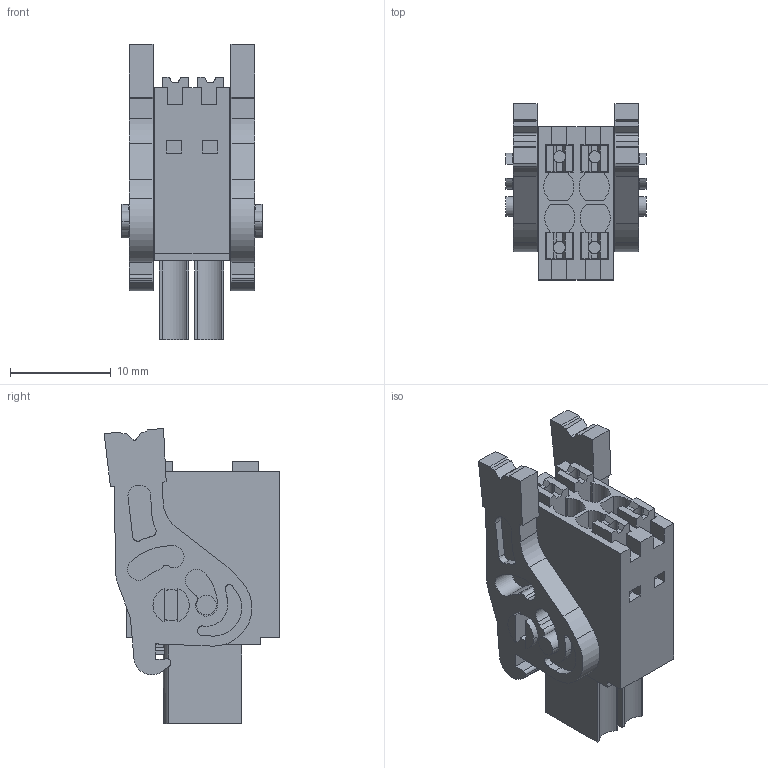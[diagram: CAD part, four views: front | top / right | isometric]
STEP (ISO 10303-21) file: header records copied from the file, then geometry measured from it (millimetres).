
FILE_DESCRIPTION(('CATIA V5 STEP Exchange','CAx-IF Rec.Pracs.--- Model Styling and Organization---1.2---2011-12-15'),'2;1');
FILE_NAME ('D1450487_1', '2017-05-29T07:12:03+00:00', ('none'), ('Weidmueller'), 'CATIA Version 5-6 Release 2014', 'CATIA V5 STEP AP214', 'none');
FILE_SCHEMA(('AUTOMOTIVE_DESIGN { 1 0 10303 214 1 1 1 1 }'));
Length unit declared in the file: millimetre
Products named in the file (1): 1278040000
Bounding box: 13.9 x 17.45 x 29.28 mm (x, y, z)
Volume: 2818 mm3; surface area: 3256.8 mm2
Topology: 7 solids, 7 shells, 408 faces, 1130 edges, 754 vertices
Faces by surface type: plane 278, cylinder 86, extrusion 44
Entity records: 12972 total; most frequent: CARTESIAN_POINT 3077, ORIENTED_EDGE 2260, DIRECTION 1590, EDGE_CURVE 1130, VECTOR 854, LINE 810, VERTEX_POINT 754, AXIS2_PLACEMENT_3D 469
